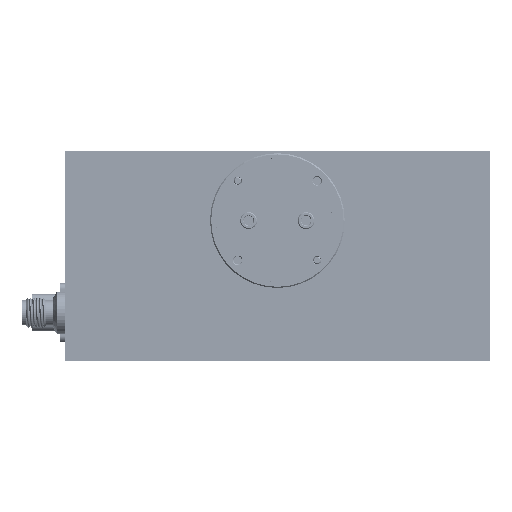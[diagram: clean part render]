
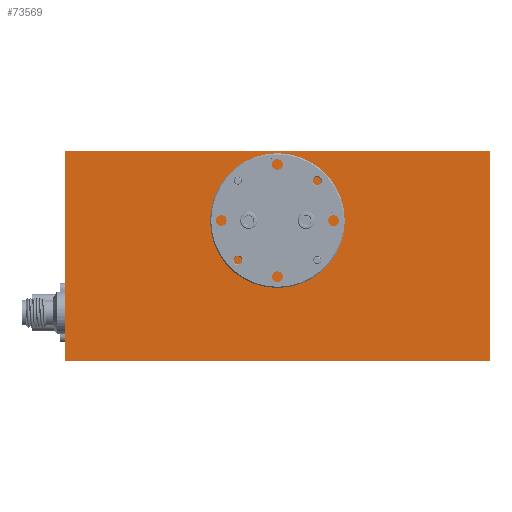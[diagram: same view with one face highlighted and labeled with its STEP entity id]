
A CAD part, left-side view. The second image highlights one B-rep face of the part: STEP entity #73569.
In plain terms, the highlighted planar face has unit normal (-1, 0, 0).
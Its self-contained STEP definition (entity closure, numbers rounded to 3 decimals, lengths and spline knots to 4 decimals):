
#11509 = CARTESIAN_POINT ( 'NONE',  ( -3.373, 2.901, -0.2445 ) ) ;
#12403 = VERTEX_POINT ( 'NONE', #236252 ) ;
#12433 = CIRCLE ( 'NONE', #229862, 0.36 ) ;
#16530 = DIRECTION ( 'NONE',  ( 0., 0., 1. ) ) ;
#19654 = CIRCLE ( 'NONE', #32185, 0.36 ) ;
#25627 = ORIENTED_EDGE ( 'NONE', *, *, #66196, .F. ) ;
#29465 = ORIENTED_EDGE ( 'NONE', *, *, #99663, .F. ) ;
#32185 = AXIS2_PLACEMENT_3D ( 'NONE', #141857, #164103, #42328 ) ;
#40417 = EDGE_CURVE ( 'NONE', #12403, #200030, #12433, .T. ) ;
#42328 = DIRECTION ( 'NONE',  ( 0., 1., 0. ) ) ;
#45652 = AXIS2_PLACEMENT_3D ( 'NONE', #95096, #254875, #55814 ) ;
#55579 = DIRECTION ( 'NONE',  ( -1., 0., 0. ) ) ;
#55814 = DIRECTION ( 'NONE',  ( 0., -1., 0. ) ) ;
#62641 = LINE ( 'NONE', #247157, #156950 ) ;
#66196 = EDGE_CURVE ( 'NONE', #200030, #12403, #19654, .T. ) ;
#68485 = ORIENTED_EDGE ( 'NONE', *, *, #98088, .F. ) ;
#68995 = CARTESIAN_POINT ( 'NONE',  ( -3.373, 2.901, 1.5055 ) ) ;
#73569 = ADVANCED_FACE ( 'NONE', ( #114718, #75476 ), #76753, .F. ) ;
#75476 = FACE_OUTER_BOUND ( 'NONE', #193233, .T. ) ;
#76753 = PLANE ( 'NONE',  #45652 ) ;
#88237 = ORIENTED_EDGE ( 'NONE', *, *, #231838, .T. ) ;
#88981 = DIRECTION ( 'NONE',  ( 0., 1., 0. ) ) ;
#95096 = CARTESIAN_POINT ( 'NONE',  ( -3.373, -0.649, -0.2445 ) ) ;
#98088 = EDGE_CURVE ( 'NONE', #126443, #165538, #188502, .T. ) ;
#99663 = EDGE_CURVE ( 'NONE', #165538, #113310, #116063, .T. ) ;
#104648 = DIRECTION ( 'NONE',  ( 0., 0., 1. ) ) ;
#110097 = CARTESIAN_POINT ( 'NONE',  ( -3.373, -0.649, 1.5055 ) ) ;
#113310 = VERTEX_POINT ( 'NONE', #68995 ) ;
#114718 = FACE_BOUND ( 'NONE', #206583, .T. ) ;
#116063 = LINE ( 'NONE', #149279, #134856 ) ;
#124272 = CARTESIAN_POINT ( 'NONE',  ( -3.373, -0.649, -0.2445 ) ) ;
#125682 = CARTESIAN_POINT ( 'NONE',  ( -3.373, -0.649, -0.2445 ) ) ;
#126443 = VERTEX_POINT ( 'NONE', #177900 ) ;
#134856 = VECTOR ( 'NONE', #16530, 39.3701 ) ;
#141857 = CARTESIAN_POINT ( 'NONE',  ( -3.373, 1.126, 0.9255 ) ) ;
#143753 = DIRECTION ( 'NONE',  ( 0., 1., 0. ) ) ;
#149279 = CARTESIAN_POINT ( 'NONE',  ( -3.373, 2.901, -0.2445 ) ) ;
#156950 = VECTOR ( 'NONE', #143753, 39.3701 ) ;
#161897 = EDGE_CURVE ( 'NONE', #126443, #217702, #243449, .T. ) ;
#164103 = DIRECTION ( 'NONE',  ( -1., 0., 0. ) ) ;
#165538 = VERTEX_POINT ( 'NONE', #11509 ) ;
#176396 = VECTOR ( 'NONE', #88981, 39.3701 ) ;
#177900 = CARTESIAN_POINT ( 'NONE',  ( -3.373, -0.649, -0.2445 ) ) ;
#184947 = ORIENTED_EDGE ( 'NONE', *, *, #161897, .T. ) ;
#188502 = LINE ( 'NONE', #125682, #176396 ) ;
#193233 = EDGE_LOOP ( 'NONE', ( #88237, #29465, #68485, #184947 ) ) ;
#200030 = VERTEX_POINT ( 'NONE', #213262 ) ;
#206583 = EDGE_LOOP ( 'NONE', ( #220888, #25627 ) ) ;
#213262 = CARTESIAN_POINT ( 'NONE',  ( -3.373, 0.766, 0.9255 ) ) ;
#216616 = CARTESIAN_POINT ( 'NONE',  ( -3.373, 1.126, 0.9255 ) ) ;
#217702 = VERTEX_POINT ( 'NONE', #110097 ) ;
#217910 = DIRECTION ( 'NONE',  ( 0., 1., 0. ) ) ;
#220888 = ORIENTED_EDGE ( 'NONE', *, *, #40417, .F. ) ;
#229862 = AXIS2_PLACEMENT_3D ( 'NONE', #216616, #55579, #217910 ) ;
#231838 = EDGE_CURVE ( 'NONE', #217702, #113310, #62641, .T. ) ;
#236252 = CARTESIAN_POINT ( 'NONE',  ( -3.373, 1.486, 0.9255 ) ) ;
#243449 = LINE ( 'NONE', #124272, #253686 ) ;
#247157 = CARTESIAN_POINT ( 'NONE',  ( -3.373, -0.649, 1.5055 ) ) ;
#253686 = VECTOR ( 'NONE', #104648, 39.3701 ) ;
#254875 = DIRECTION ( 'NONE',  ( 1., 0., 0. ) ) ;
